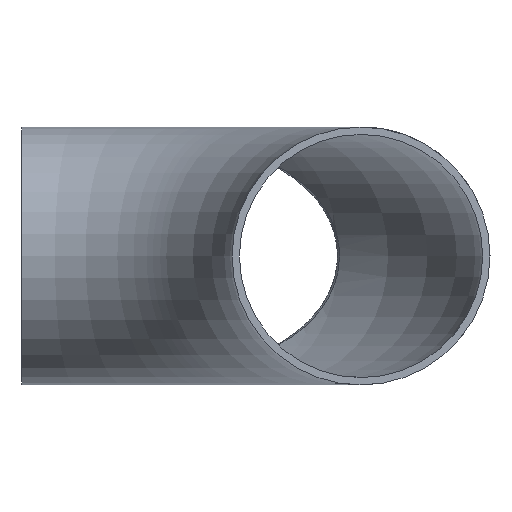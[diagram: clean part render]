
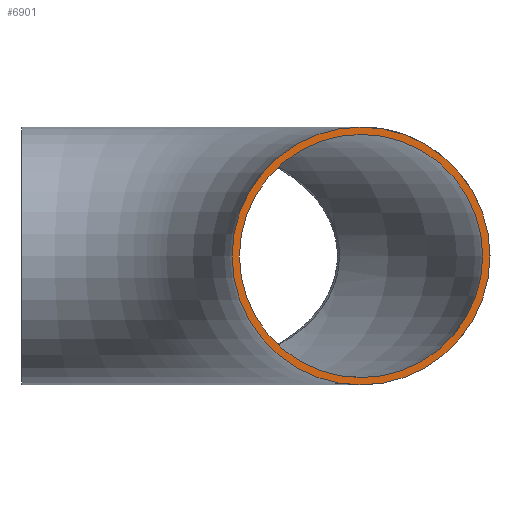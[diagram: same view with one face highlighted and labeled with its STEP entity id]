
A CAD part, left-side view. The second image highlights one B-rep face of the part: STEP entity #6901.
In plain terms, the highlighted planar face has unit normal (-1, 0, 0).
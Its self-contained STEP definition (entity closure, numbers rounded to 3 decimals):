
#115 = AXIS2_PLACEMENT_3D ( 'NONE', #7204, #4981, #4271 ) ;
#329 = DIRECTION ( 'NONE',  ( -1., 0., 0. ) ) ;
#455 = CARTESIAN_POINT ( 'NONE',  ( -92., -127., 0. ) ) ;
#819 = DIRECTION ( 'NONE',  ( 0., -1., 0. ) ) ;
#1077 = CARTESIAN_POINT ( 'NONE',  ( -92., -92., 0. ) ) ;
#1960 = AXIS2_PLACEMENT_3D ( 'NONE', #1077, #329, #7016 ) ;
#2132 = ORIENTED_EDGE ( 'NONE', *, *, #7416, .F. ) ;
#2649 = CIRCLE ( 'NONE', #1960, 33. ) ;
#3021 = ORIENTED_EDGE ( 'NONE', *, *, #9182, .T. ) ;
#3236 = FACE_BOUND ( 'NONE', #8141, .T. ) ;
#3716 = DIRECTION ( 'NONE',  ( -1., 0., 0. ) ) ;
#4271 = DIRECTION ( 'NONE',  ( 0., -1., 0. ) ) ;
#4981 = DIRECTION ( 'NONE',  ( -1., 0., 0. ) ) ;
#5244 = CARTESIAN_POINT ( 'NONE',  ( -92., 0., 40.486 ) ) ;
#5651 = EDGE_LOOP ( 'NONE', ( #3021 ) ) ;
#6901 = ADVANCED_FACE ( 'NONE', ( #3236, #7029 ), #8101, .T. ) ;
#6945 = VERTEX_POINT ( 'NONE', #455 ) ;
#7016 = DIRECTION ( 'NONE',  ( 0., -1., 0. ) ) ;
#7029 = FACE_OUTER_BOUND ( 'NONE', #5651, .T. ) ;
#7202 = CIRCLE ( 'NONE', #115, 35. ) ;
#7204 = CARTESIAN_POINT ( 'NONE',  ( -92., -92., 0. ) ) ;
#7416 = EDGE_CURVE ( 'NONE', #8795, #8795, #2649, .T. ) ;
#8101 = PLANE ( 'NONE',  #9423 ) ;
#8141 = EDGE_LOOP ( 'NONE', ( #2132 ) ) ;
#8795 = VERTEX_POINT ( 'NONE', #9285 ) ;
#9182 = EDGE_CURVE ( 'NONE', #6945, #6945, #7202, .T. ) ;
#9285 = CARTESIAN_POINT ( 'NONE',  ( -92., -125., 0. ) ) ;
#9423 = AXIS2_PLACEMENT_3D ( 'NONE', #5244, #3716, #819 ) ;
